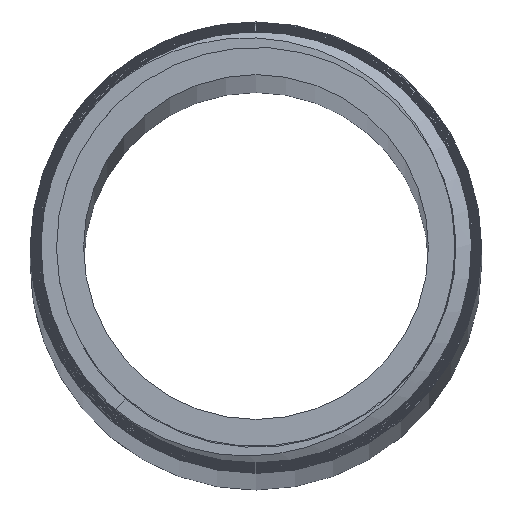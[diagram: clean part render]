
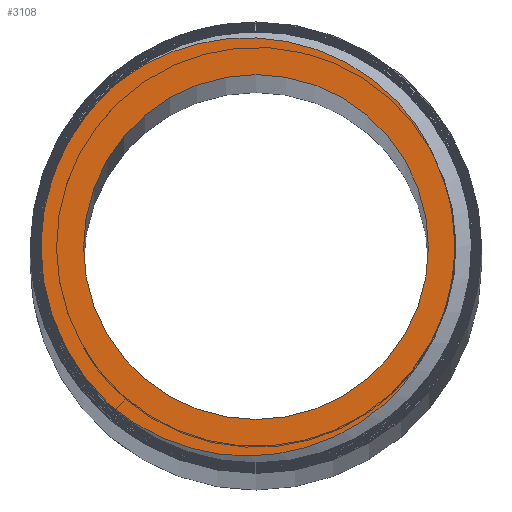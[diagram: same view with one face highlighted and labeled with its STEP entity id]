
A CAD part, top view. The second image highlights one B-rep face of the part: STEP entity #3108.
In plain terms, the highlighted planar face has unit normal (0, 0, 1).
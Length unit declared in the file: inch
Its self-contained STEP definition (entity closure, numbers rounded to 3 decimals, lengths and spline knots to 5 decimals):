
#57=CARTESIAN_POINT('',(0.,0.,12.));
#58=DIRECTION('',(0.,0.,-1.));
#59=DIRECTION('',(1.,0.,0.));
#60=AXIS2_PLACEMENT_3D('',#57,#58,#59);
#62=CARTESIAN_POINT('',(0.,0.,12.));
#63=DIRECTION('',(0.,0.,-1.));
#64=DIRECTION('',(-1.,0.,0.));
#65=AXIS2_PLACEMENT_3D('',#62,#63,#64);
#67=CARTESIAN_POINT('',(0.44135,0.15359,12.));
#68=CARTESIAN_POINT('',(0.43113,0.18741,12.));
#69=CARTESIAN_POINT('',(0.40403,0.24968,12.));
#70=CARTESIAN_POINT('',(0.3483,0.32812,12.));
#71=CARTESIAN_POINT('',(0.27977,0.39324,12.));
#72=CARTESIAN_POINT('',(0.18975,0.44955,12.));
#73=CARTESIAN_POINT('',(0.07671,0.48707,12.));
#74=CARTESIAN_POINT('',(-0.04126,0.49572,12.));
#75=CARTESIAN_POINT('',(-0.15501,0.47682,12.));
#76=CARTESIAN_POINT('',(-0.25322,0.43677,12.));
#77=CARTESIAN_POINT('',(-0.30979,0.39897,12.));
#78=CARTESIAN_POINT('',(-0.33599,0.37738,12.));
#80=CARTESIAN_POINT('',(0.42091,-0.20365,12.));
#81=CARTESIAN_POINT('',(0.43331,-0.17797,12.));
#82=CARTESIAN_POINT('',(0.4536,-0.12426,12.));
#83=CARTESIAN_POINT('',(0.46942,-0.03369,12.));
#84=CARTESIAN_POINT('',(0.46651,0.06169,12.));
#85=CARTESIAN_POINT('',(0.45199,0.12308,12.));
#86=CARTESIAN_POINT('',(0.44135,0.15359,12.));
#88=CARTESIAN_POINT('',(-0.34808,-0.36625,12.));
#89=CARTESIAN_POINT('',(-0.31374,-0.3964,12.));
#90=CARTESIAN_POINT('',(-0.24196,-0.44378,12.));
#91=CARTESIAN_POINT('',(-0.12412,-0.4837,12.));
#92=CARTESIAN_POINT('',(-0.01984,-0.49433,12.));
#93=CARTESIAN_POINT('',(0.0948,-0.48167,12.));
#94=CARTESIAN_POINT('',(0.2061,-0.44043,12.));
#95=CARTESIAN_POINT('',(0.3055,-0.37159,12.));
#96=CARTESIAN_POINT('',(0.37799,-0.28817,12.));
#97=CARTESIAN_POINT('',(0.40865,-0.23204,12.));
#98=CARTESIAN_POINT('',(0.42091,-0.20365,12.));
#100=CARTESIAN_POINT('',(0.,0.,12.));
#101=DIRECTION('',(0.,0.,1.));
#102=DIRECTION('',(-0.665,0.747,0.));
#103=AXIS2_PLACEMENT_3D('',#100,#101,#102);
#2883=CARTESIAN_POINT('',(0.405,0.,12.));
#2884=CARTESIAN_POINT('',(-0.405,0.,12.));
#2885=VERTEX_POINT('',#2883);
#2886=VERTEX_POINT('',#2884);
#2893=VERTEX_POINT('',#67);
#2894=VERTEX_POINT('',#78);
#2895=VERTEX_POINT('',#88);
#2896=VERTEX_POINT('',#98);
#3089=CARTESIAN_POINT('',(0.,0.,12.));
#3090=DIRECTION('',(0.,0.,1.));
#3091=DIRECTION('',(1.,0.,0.));
#3092=AXIS2_PLACEMENT_3D('',#3089,#3090,#3091);
#3093=PLANE('',#3092);
#3095=ORIENTED_EDGE('',*,*,#3094,.F.);
#3097=ORIENTED_EDGE('',*,*,#3096,.F.);
#3099=ORIENTED_EDGE('',*,*,#3098,.F.);
#3101=ORIENTED_EDGE('',*,*,#3100,.F.);
#3102=EDGE_LOOP('',(#3095,#3097,#3099,#3101));
#3103=FACE_OUTER_BOUND('',#3102,.F.);
#3104=ORIENTED_EDGE('',*,*,#3069,.F.);
#3105=ORIENTED_EDGE('',*,*,#3083,.F.);
#3106=EDGE_LOOP('',(#3104,#3105));
#3107=FACE_BOUND('',#3106,.F.);
#3108=ADVANCED_FACE('',(#3103,#3107),#3093,.T.);
#61=CIRCLE('',#60,0.405);
#66=CIRCLE('',#65,0.405);
#79=B_SPLINE_CURVE_WITH_KNOTS('',3,(#67,#68,#69,#70,#71,#72,#73,#74,#75,#76,#77,
#78),.UNSPECIFIED.,.F.,.F.,(4,1,1,1,1,1,1,1,1,4),(0.,0.11111,
0.22222,0.33333,0.44444,0.55556,
0.66667,0.77778,0.88889,1.),.UNSPECIFIED.);
#87=B_SPLINE_CURVE_WITH_KNOTS('',3,(#80,#81,#82,#83,#84,#85,#86),.UNSPECIFIED.,
.F.,.F.,(4,1,1,1,4),(0.,0.25,0.5,0.75,1.),.UNSPECIFIED.);
#99=B_SPLINE_CURVE_WITH_KNOTS('',3,(#88,#89,#90,#91,#92,#93,#94,#95,#96,#97,
#98),.UNSPECIFIED.,.F.,.F.,(4,1,1,1,1,1,1,1,4),(0.,0.125,0.25,0.375,
0.5,0.625,0.75,0.875,1.),.UNSPECIFIED.);
#104=CIRCLE('',#103,0.50528);
#3069=EDGE_CURVE('',#2885,#2886,#61,.T.);
#3083=EDGE_CURVE('',#2886,#2885,#66,.T.);
#3094=EDGE_CURVE('',#2893,#2894,#79,.T.);
#3096=EDGE_CURVE('',#2896,#2893,#87,.T.);
#3098=EDGE_CURVE('',#2895,#2896,#99,.T.);
#3100=EDGE_CURVE('',#2894,#2895,#104,.T.);
